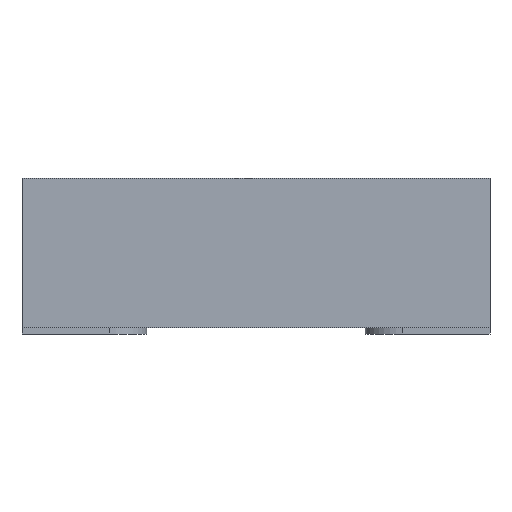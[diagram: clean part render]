
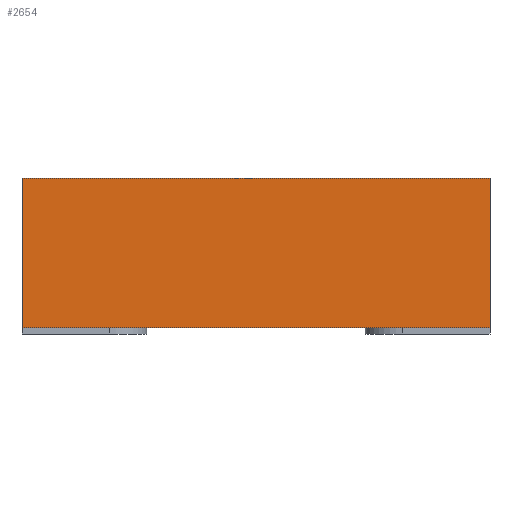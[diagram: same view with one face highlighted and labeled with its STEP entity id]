
A CAD part, front view. The second image highlights one B-rep face of the part: STEP entity #2654.
In plain terms, the highlighted planar face has unit normal (0, -1, 0).
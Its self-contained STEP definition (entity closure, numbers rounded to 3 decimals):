
#277=PLANE('',#2797);
#426=FACE_OUTER_BOUND('',#577,.T.);
#577=EDGE_LOOP('',(#2409,#2410,#2411,#2412));
#826=LINE('',#4524,#1074);
#827=LINE('',#4526,#1075);
#828=LINE('',#4528,#1076);
#829=LINE('',#4529,#1077);
#1074=VECTOR('',#3277,10.);
#1075=VECTOR('',#3278,10.);
#1076=VECTOR('',#3279,10.);
#1077=VECTOR('',#3280,10.);
#1356=VERTEX_POINT('',#4522);
#1357=VERTEX_POINT('',#4523);
#1358=VERTEX_POINT('',#4525);
#1359=VERTEX_POINT('',#4527);
#1730=EDGE_CURVE('',#1356,#1357,#826,.T.);
#1731=EDGE_CURVE('',#1357,#1358,#827,.T.);
#1732=EDGE_CURVE('',#1359,#1358,#828,.T.);
#1733=EDGE_CURVE('',#1356,#1359,#829,.T.);
#2409=ORIENTED_EDGE('',*,*,#1730,.T.);
#2410=ORIENTED_EDGE('',*,*,#1731,.T.);
#2411=ORIENTED_EDGE('',*,*,#1732,.F.);
#2412=ORIENTED_EDGE('',*,*,#1733,.F.);
#2654=ADVANCED_FACE('',(#426),#277,.T.);
#2797=AXIS2_PLACEMENT_3D('',#4521,#3275,#3276);
#3275=DIRECTION('center_axis',(0.,-1.,0.));
#3276=DIRECTION('ref_axis',(1.,0.,0.));
#3277=DIRECTION('',(1.,0.,0.));
#3278=DIRECTION('',(0.,0.,1.));
#3279=DIRECTION('',(1.,0.,0.));
#3280=DIRECTION('',(0.,0.,1.));
#4521=CARTESIAN_POINT('Origin',(-0.75,-0.85,0.02));
#4522=CARTESIAN_POINT('',(-0.75,-0.85,0.02));
#4523=CARTESIAN_POINT('',(0.75,-0.85,0.02));
#4524=CARTESIAN_POINT('',(-0.75,-0.85,0.02));
#4525=CARTESIAN_POINT('',(0.75,-0.85,0.5));
#4526=CARTESIAN_POINT('',(0.75,-0.85,0.02));
#4527=CARTESIAN_POINT('',(-0.75,-0.85,0.5));
#4528=CARTESIAN_POINT('',(-0.75,-0.85,0.5));
#4529=CARTESIAN_POINT('',(-0.75,-0.85,0.02));
